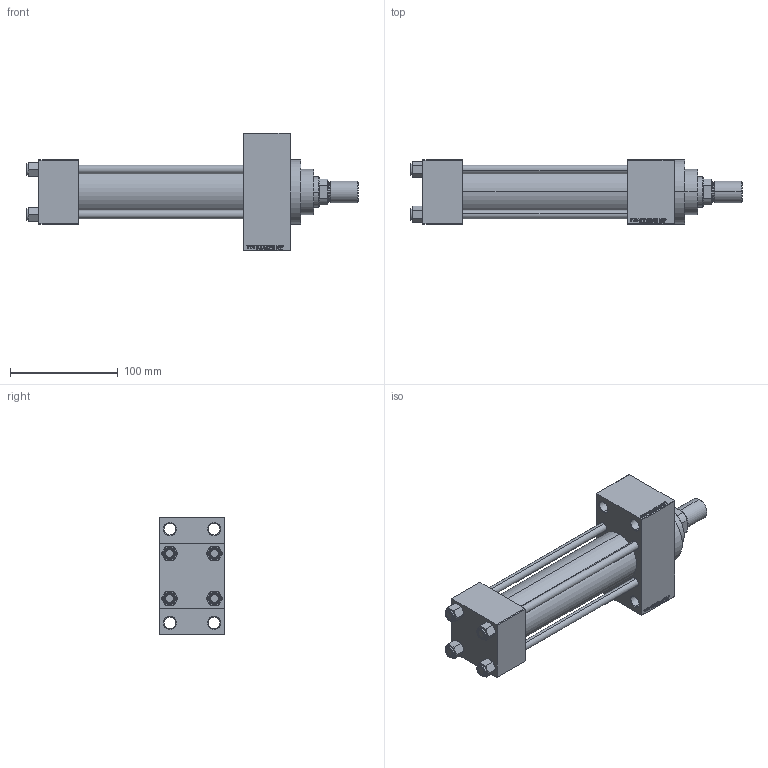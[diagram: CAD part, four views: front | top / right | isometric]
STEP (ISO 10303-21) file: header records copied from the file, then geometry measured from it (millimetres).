
FILE_DESCRIPTION (( 'STEP AP203' ), '1' );
FILE_NAME ('f1e1.STEP', '2023-08-22T20:56:31', ( '' ), ( '' ), 'SwSTEP 2.0', 'SolidWorks 2019', '' );
FILE_SCHEMA (( 'CONFIG_CONTROL_DESIGN' ));
Length unit declared in the file: millimetre
Products named in the file (7): V215CR_D_TYCINKA c82b5c8c5d1d89c7f5aac3945e20ef23; V215CR_VCP_D c82b5c8c5d1d89c7f5aac3945e20ef23; ROD_END_AH c82b5c8c5d1d89c7f5aac3945e20ef23; V215CR_D_Body c82b5c8c5d1d89c7f5aac3945e20ef23; f1e1; V215_VC_A c82b5c8c5d1d89c7f5aac3945e20ef23; NUT_M5_D c82b5c8c5d1d89c7f5aac3945e20ef23
Assembly tree (12 placements, depth 2):
  f1e1
    V215CR_D_Body c82b5c8c5d1d89c7f5aac3945e20ef23
    V215CR_VCP_D c82b5c8c5d1d89c7f5aac3945e20ef23
    NUT_M5_D c82b5c8c5d1d89c7f5aac3945e20ef23  x4
    V215CR_D_TYCINKA c82b5c8c5d1d89c7f5aac3945e20ef23  x4
    V215_VC_A c82b5c8c5d1d89c7f5aac3945e20ef23
    ROD_END_AH c82b5c8c5d1d89c7f5aac3945e20ef23
Bounding box: 308 x 60 x 109 mm (x, y, z)
Volume: 658870.7 mm3; surface area: 173833.9 mm2
Topology: 12 solids, 12 shells, 1119 faces, 2782 edges, 1799 vertices
Faces by surface type: plane 502, bspline 368, cone 146, cylinder 93, torus 10
Entity records: 47732 total; most frequent: CARTESIAN_POINT 25135, ORIENTED_EDGE 5056, DIRECTION 3280, EDGE_CURVE 2528, VERTEX_POINT 1655, LINE 1514, VECTOR 1514, EDGE_LOOP 1131
